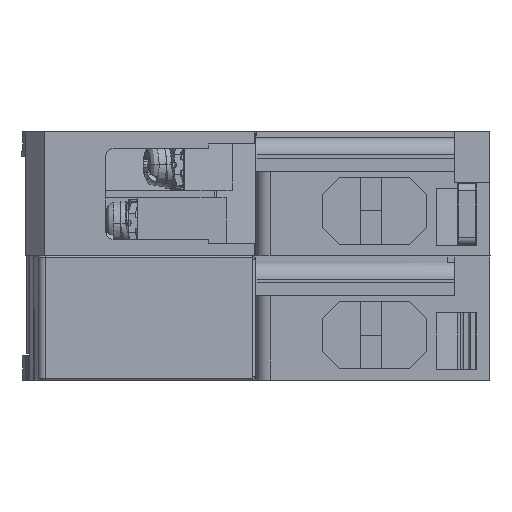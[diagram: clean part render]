
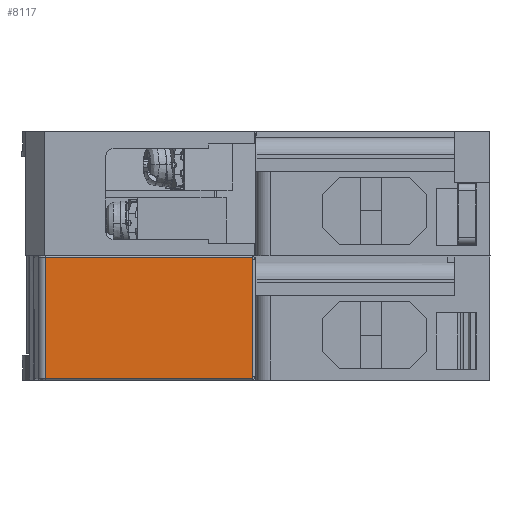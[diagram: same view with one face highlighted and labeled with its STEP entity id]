
A CAD part, left-side view. The second image highlights one B-rep face of the part: STEP entity #8117.
In plain terms, the highlighted planar face has unit normal (-1, 0, 0).
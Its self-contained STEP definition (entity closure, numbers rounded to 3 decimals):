
#8117 = ADVANCED_FACE ( 'NONE', ( #9116 ), #10659, .T. ) ;
#9116 = FACE_OUTER_BOUND ( 'NONE', #38172, .T. ) ;
#9119 = AXIS2_PLACEMENT_3D ( 'NONE', #10660, #10661, #10662 ) ;
#10659 = PLANE ( 'NONE',  #9119 ) ;
#10660 = CARTESIAN_POINT ( 'NONE',  ( -20.1, 5.711, -184.3 ) ) ;
#10661 = DIRECTION ( 'NONE',  ( -1., 0., 0. ) ) ;
#10662 = DIRECTION ( 'NONE',  ( 0., -1., 0. ) ) ;
#18489 = CARTESIAN_POINT ( 'NONE',  ( -20.1, 5.711, -167.2 ) ) ;
#18496 = CARTESIAN_POINT ( 'NONE',  ( -20.1, 5.711, -184.3 ) ) ;
#18519 = CARTESIAN_POINT ( 'NONE',  ( -20.1, -23.513, -184.3 ) ) ;
#18521 = CARTESIAN_POINT ( 'NONE',  ( -20.1, -23.513, -167.2 ) ) ;
#23861 = VECTOR ( 'NONE', #25258, 1000. ) ;
#23862 = VECTOR ( 'NONE', #25261, 1000. ) ;
#23865 = VECTOR ( 'NONE', #25271, 1000. ) ;
#24003 = VECTOR ( 'NONE', #25814, 1000. ) ;
#25256 = LINE ( 'NONE', #25257, #23861 ) ;
#25257 = CARTESIAN_POINT ( 'NONE',  ( -20.1, 5.711, -175.75 ) ) ;
#25258 = DIRECTION ( 'NONE',  ( 0., 0., -1. ) ) ;
#25259 = LINE ( 'NONE', #25260, #23862 ) ;
#25260 = CARTESIAN_POINT ( 'NONE',  ( -20.1, -8.901, -184.3 ) ) ;
#25261 = DIRECTION ( 'NONE',  ( 0., -1., 0. ) ) ;
#25269 = LINE ( 'NONE', #25270, #23865 ) ;
#25270 = CARTESIAN_POINT ( 'NONE',  ( -20.1, -8.901, -167.2 ) ) ;
#25271 = DIRECTION ( 'NONE',  ( 0., 1., 0. ) ) ;
#25812 = LINE ( 'NONE', #25813, #24003 ) ;
#25813 = CARTESIAN_POINT ( 'NONE',  ( -20.1, -23.513, -175.75 ) ) ;
#25814 = DIRECTION ( 'NONE',  ( 0., 0., -1. ) ) ;
#34329 = VERTEX_POINT ( 'NONE', #18489 ) ;
#34338 = VERTEX_POINT ( 'NONE', #18496 ) ;
#34363 = VERTEX_POINT ( 'NONE', #18519 ) ;
#34365 = VERTEX_POINT ( 'NONE', #18521 ) ;
#38172 = EDGE_LOOP ( 'NONE', ( #41645, #41648, #41646, #41647 ) ) ;
#40112 = EDGE_CURVE ( 'NONE', #34329, #34338, #25256, .T. ) ;
#40113 = EDGE_CURVE ( 'NONE', #34338, #34363, #25259, .T. ) ;
#40116 = EDGE_CURVE ( 'NONE', #34365, #34329, #25269, .T. ) ;
#40270 = EDGE_CURVE ( 'NONE', #34365, #34363, #25812, .T. ) ;
#41645 = ORIENTED_EDGE ( 'NONE', *, *, #40270, .F. ) ;
#41646 = ORIENTED_EDGE ( 'NONE', *, *, #40112, .T. ) ;
#41647 = ORIENTED_EDGE ( 'NONE', *, *, #40113, .T. ) ;
#41648 = ORIENTED_EDGE ( 'NONE', *, *, #40116, .T. ) ;
